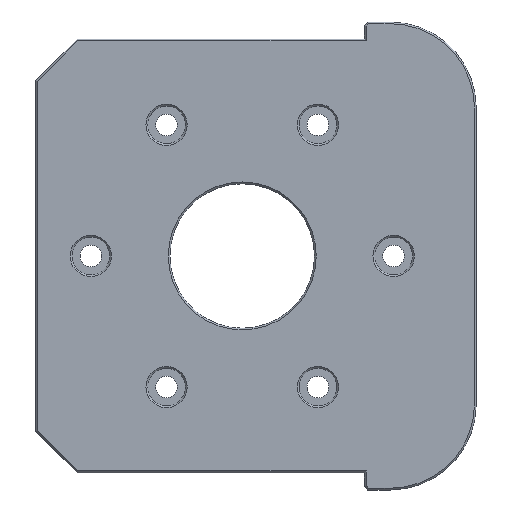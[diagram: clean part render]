
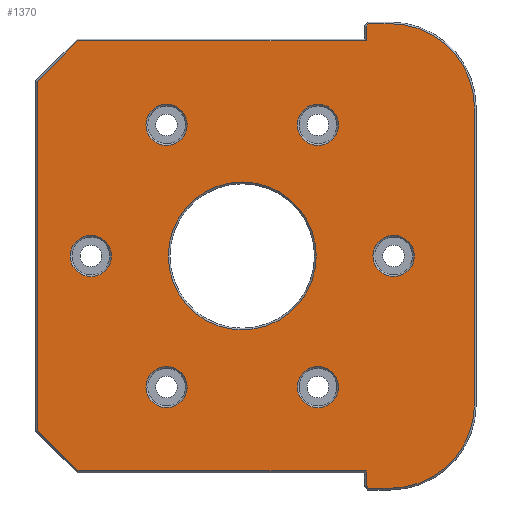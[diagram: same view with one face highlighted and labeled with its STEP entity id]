
A CAD part, top view. The second image highlights one B-rep face of the part: STEP entity #1370.
In plain terms, the highlighted planar face has unit normal (0, 0, 1).
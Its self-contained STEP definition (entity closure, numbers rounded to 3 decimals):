
#43=FACE_BOUND('',#240,.T.);
#44=FACE_BOUND('',#241,.T.);
#45=FACE_BOUND('',#242,.T.);
#46=FACE_BOUND('',#243,.T.);
#47=FACE_BOUND('',#244,.T.);
#48=FACE_BOUND('',#245,.T.);
#49=FACE_BOUND('',#246,.T.);
#80=PLANE('',#1501);
#143=FACE_OUTER_BOUND('',#239,.T.);
#239=EDGE_LOOP('',(#1096,#1097,#1098,#1099,#1100,#1101,#1102,#1103,#1104,
#1105,#1106,#1107,#1108,#1109));
#240=EDGE_LOOP('',(#1110));
#241=EDGE_LOOP('',(#1111));
#242=EDGE_LOOP('',(#1112));
#243=EDGE_LOOP('',(#1113));
#244=EDGE_LOOP('',(#1114));
#245=EDGE_LOOP('',(#1115));
#246=EDGE_LOOP('',(#1116));
#376=LINE('',#2207,#505);
#377=LINE('',#2211,#506);
#378=LINE('',#2215,#507);
#379=LINE('',#2217,#508);
#380=LINE('',#2219,#509);
#381=LINE('',#2221,#510);
#382=LINE('',#2223,#511);
#383=LINE('',#2225,#512);
#384=LINE('',#2227,#513);
#385=LINE('',#2229,#514);
#386=LINE('',#2231,#515);
#387=LINE('',#2232,#516);
#505=VECTOR('',#1785,10.);
#506=VECTOR('',#1788,10.);
#507=VECTOR('',#1791,10.);
#508=VECTOR('',#1792,10.);
#509=VECTOR('',#1793,10.);
#510=VECTOR('',#1794,10.);
#511=VECTOR('',#1795,10.);
#512=VECTOR('',#1796,10.);
#513=VECTOR('',#1797,10.);
#514=VECTOR('',#1798,10.);
#515=VECTOR('',#1799,10.);
#516=VECTOR('',#1800,10.);
#595=CIRCLE('',#1500,21.5);
#596=CIRCLE('',#1502,24.5);
#597=CIRCLE('',#1503,24.5);
#598=CIRCLE('',#1504,6.);
#599=CIRCLE('',#1505,6.);
#600=CIRCLE('',#1506,6.);
#601=CIRCLE('',#1507,6.);
#602=CIRCLE('',#1508,6.);
#603=CIRCLE('',#1509,6.);
#685=VERTEX_POINT('',#2201);
#686=VERTEX_POINT('',#2205);
#687=VERTEX_POINT('',#2206);
#688=VERTEX_POINT('',#2208);
#689=VERTEX_POINT('',#2210);
#690=VERTEX_POINT('',#2212);
#691=VERTEX_POINT('',#2214);
#692=VERTEX_POINT('',#2216);
#693=VERTEX_POINT('',#2218);
#694=VERTEX_POINT('',#2220);
#695=VERTEX_POINT('',#2222);
#696=VERTEX_POINT('',#2224);
#697=VERTEX_POINT('',#2226);
#698=VERTEX_POINT('',#2228);
#699=VERTEX_POINT('',#2230);
#700=VERTEX_POINT('',#2233);
#701=VERTEX_POINT('',#2235);
#702=VERTEX_POINT('',#2237);
#703=VERTEX_POINT('',#2239);
#704=VERTEX_POINT('',#2241);
#705=VERTEX_POINT('',#2243);
#834=EDGE_CURVE('',#685,#685,#595,.T.);
#836=EDGE_CURVE('',#686,#687,#376,.T.);
#837=EDGE_CURVE('',#688,#686,#596,.T.);
#838=EDGE_CURVE('',#689,#688,#377,.T.);
#839=EDGE_CURVE('',#690,#689,#597,.T.);
#840=EDGE_CURVE('',#691,#690,#378,.T.);
#841=EDGE_CURVE('',#692,#691,#379,.T.);
#842=EDGE_CURVE('',#693,#692,#380,.T.);
#843=EDGE_CURVE('',#694,#693,#381,.T.);
#844=EDGE_CURVE('',#695,#694,#382,.T.);
#845=EDGE_CURVE('',#696,#695,#383,.T.);
#846=EDGE_CURVE('',#697,#696,#384,.T.);
#847=EDGE_CURVE('',#698,#697,#385,.T.);
#848=EDGE_CURVE('',#699,#698,#386,.T.);
#849=EDGE_CURVE('',#687,#699,#387,.T.);
#850=EDGE_CURVE('',#700,#700,#598,.T.);
#851=EDGE_CURVE('',#701,#701,#599,.T.);
#852=EDGE_CURVE('',#702,#702,#600,.T.);
#853=EDGE_CURVE('',#703,#703,#601,.T.);
#854=EDGE_CURVE('',#704,#704,#602,.T.);
#855=EDGE_CURVE('',#705,#705,#603,.T.);
#1096=ORIENTED_EDGE('',*,*,#836,.F.);
#1097=ORIENTED_EDGE('',*,*,#837,.F.);
#1098=ORIENTED_EDGE('',*,*,#838,.F.);
#1099=ORIENTED_EDGE('',*,*,#839,.F.);
#1100=ORIENTED_EDGE('',*,*,#840,.F.);
#1101=ORIENTED_EDGE('',*,*,#841,.F.);
#1102=ORIENTED_EDGE('',*,*,#842,.F.);
#1103=ORIENTED_EDGE('',*,*,#843,.F.);
#1104=ORIENTED_EDGE('',*,*,#844,.F.);
#1105=ORIENTED_EDGE('',*,*,#845,.F.);
#1106=ORIENTED_EDGE('',*,*,#846,.F.);
#1107=ORIENTED_EDGE('',*,*,#847,.F.);
#1108=ORIENTED_EDGE('',*,*,#848,.F.);
#1109=ORIENTED_EDGE('',*,*,#849,.F.);
#1110=ORIENTED_EDGE('',*,*,#850,.F.);
#1111=ORIENTED_EDGE('',*,*,#851,.F.);
#1112=ORIENTED_EDGE('',*,*,#852,.F.);
#1113=ORIENTED_EDGE('',*,*,#853,.F.);
#1114=ORIENTED_EDGE('',*,*,#854,.F.);
#1115=ORIENTED_EDGE('',*,*,#855,.F.);
#1116=ORIENTED_EDGE('',*,*,#834,.F.);
#1370=ADVANCED_FACE('',(#143,#43,#44,#45,#46,#47,#48,#49),#80,.T.);
#1500=AXIS2_PLACEMENT_3D('',#2202,#1780,#1781);
#1501=AXIS2_PLACEMENT_3D('',#2204,#1783,#1784);
#1502=AXIS2_PLACEMENT_3D('',#2209,#1786,#1787);
#1503=AXIS2_PLACEMENT_3D('',#2213,#1789,#1790);
#1504=AXIS2_PLACEMENT_3D('',#2234,#1801,#1802);
#1505=AXIS2_PLACEMENT_3D('',#2236,#1803,#1804);
#1506=AXIS2_PLACEMENT_3D('',#2238,#1805,#1806);
#1507=AXIS2_PLACEMENT_3D('',#2240,#1807,#1808);
#1508=AXIS2_PLACEMENT_3D('',#2242,#1809,#1810);
#1509=AXIS2_PLACEMENT_3D('',#2244,#1811,#1812);
#1780=DIRECTION('center_axis',(0.,0.,1.));
#1781=DIRECTION('ref_axis',(1.,0.,0.));
#1783=DIRECTION('center_axis',(0.,0.,1.));
#1784=DIRECTION('ref_axis',(1.,0.,0.));
#1785=DIRECTION('',(-1.,0.,0.));
#1786=DIRECTION('center_axis',(0.,0.,-1.));
#1787=DIRECTION('ref_axis',(0.707,-0.707,0.));
#1788=DIRECTION('',(0.,-1.,0.));
#1789=DIRECTION('center_axis',(0.,0.,-1.));
#1790=DIRECTION('ref_axis',(0.707,0.707,0.));
#1791=DIRECTION('',(1.,0.,0.));
#1792=DIRECTION('',(0.707,0.707,0.));
#1793=DIRECTION('',(0.,1.,0.));
#1794=DIRECTION('',(1.,0.,0.));
#1795=DIRECTION('',(0.707,0.707,0.));
#1796=DIRECTION('',(0.,1.,0.));
#1797=DIRECTION('',(-0.707,0.707,0.));
#1798=DIRECTION('',(-1.,0.,0.));
#1799=DIRECTION('',(0.,1.,0.));
#1800=DIRECTION('',(-0.707,0.707,0.));
#1801=DIRECTION('center_axis',(0.,0.,1.));
#1802=DIRECTION('ref_axis',(-1.,0.,0.));
#1803=DIRECTION('center_axis',(0.,0.,1.));
#1804=DIRECTION('ref_axis',(0.5,-0.866,0.));
#1805=DIRECTION('center_axis',(0.,0.,1.));
#1806=DIRECTION('ref_axis',(-1.,0.,0.));
#1807=DIRECTION('center_axis',(0.,0.,1.));
#1808=DIRECTION('ref_axis',(-0.5,-0.866,0.));
#1809=DIRECTION('center_axis',(0.,0.,1.));
#1810=DIRECTION('ref_axis',(-1.,0.,0.));
#1811=DIRECTION('center_axis',(0.,0.,1.));
#1812=DIRECTION('ref_axis',(1.,0.,0.));
#2201=CARTESIAN_POINT('',(-21.5,0.,14.));
#2202=CARTESIAN_POINT('Origin',(0.,0.,14.));
#2204=CARTESIAN_POINT('Origin',(4.,0.,14.));
#2205=CARTESIAN_POINT('',(43.,-67.5,14.));
#2206=CARTESIAN_POINT('',(36.707,-67.5,14.));
#2207=CARTESIAN_POINT('',(-28.,-67.5,14.));
#2208=CARTESIAN_POINT('',(67.5,-43.,14.));
#2209=CARTESIAN_POINT('Origin',(43.,-43.,14.));
#2210=CARTESIAN_POINT('',(67.5,43.,14.));
#2211=CARTESIAN_POINT('',(67.5,-34.,14.));
#2212=CARTESIAN_POINT('',(43.,67.5,14.));
#2213=CARTESIAN_POINT('Origin',(43.,43.,14.));
#2214=CARTESIAN_POINT('',(36.707,67.5,14.));
#2215=CARTESIAN_POINT('',(36.,67.5,14.));
#2216=CARTESIAN_POINT('',(36.,66.793,14.));
#2217=CARTESIAN_POINT('',(11.479,42.271,14.));
#2218=CARTESIAN_POINT('',(36.,62.5,14.));
#2219=CARTESIAN_POINT('',(36.,34.,14.));
#2220=CARTESIAN_POINT('',(-47.793,62.5,14.));
#2221=CARTESIAN_POINT('',(19.75,62.5,14.));
#2222=CARTESIAN_POINT('',(-59.5,50.793,14.));
#2223=CARTESIAN_POINT('',(-53.396,56.896,14.));
#2224=CARTESIAN_POINT('',(-59.5,-50.793,14.));
#2225=CARTESIAN_POINT('',(-59.5,34.,14.));
#2226=CARTESIAN_POINT('',(-47.793,-62.5,14.));
#2227=CARTESIAN_POINT('',(-53.396,-56.896,14.));
#2228=CARTESIAN_POINT('',(36.,-62.5,14.));
#2229=CARTESIAN_POINT('',(-28.,-62.5,14.));
#2230=CARTESIAN_POINT('',(36.,-66.793,14.));
#2231=CARTESIAN_POINT('',(36.,-31.5,14.));
#2232=CARTESIAN_POINT('',(11.479,-42.271,14.));
#2233=CARTESIAN_POINT('',(28.,38.105,14.));
#2234=CARTESIAN_POINT('Origin',(22.,38.105,14.));
#2235=CARTESIAN_POINT('',(-25.,-32.909,14.));
#2236=CARTESIAN_POINT('Origin',(-22.,-38.105,14.));
#2237=CARTESIAN_POINT('',(-16.,38.105,14.));
#2238=CARTESIAN_POINT('Origin',(-22.,38.105,14.));
#2239=CARTESIAN_POINT('',(-41.,5.196,14.));
#2240=CARTESIAN_POINT('Origin',(-44.,0.,14.));
#2241=CARTESIAN_POINT('',(50.,0.,14.));
#2242=CARTESIAN_POINT('Origin',(44.,0.,14.));
#2243=CARTESIAN_POINT('',(16.,-38.105,14.));
#2244=CARTESIAN_POINT('Origin',(22.,-38.105,14.));
